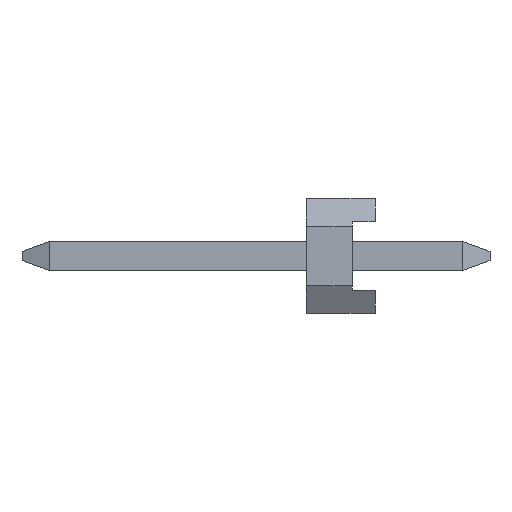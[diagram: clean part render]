
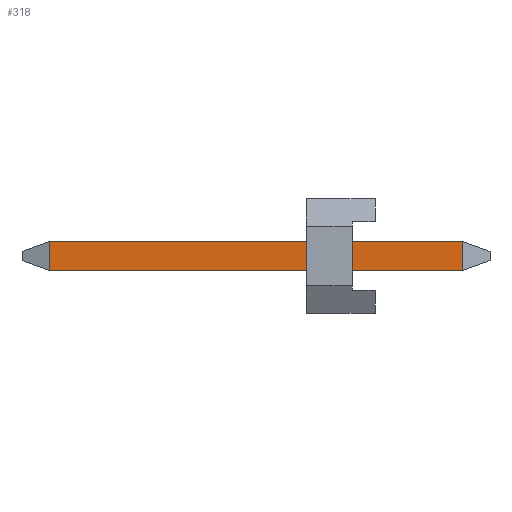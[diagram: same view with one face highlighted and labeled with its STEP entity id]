
A CAD part, left-side view. The second image highlights one B-rep face of the part: STEP entity #318.
In plain terms, the highlighted planar face has unit normal (-1, 0, 0).
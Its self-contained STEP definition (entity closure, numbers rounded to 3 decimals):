
#318=ADVANCED_FACE('',(#599),#453,.F.);
#453=PLANE('',#2915);
#599=FACE_OUTER_BOUND('',#758,.T.);
#758=EDGE_LOOP('',(#1406,#1407,#1408,#1409));
#1406=ORIENTED_EDGE('',*,*,#2047,.F.);
#1407=ORIENTED_EDGE('',*,*,#2048,.T.);
#1408=ORIENTED_EDGE('',*,*,#2049,.T.);
#1409=ORIENTED_EDGE('',*,*,#2050,.T.);
#1708=VERTEX_POINT('',#4280);
#1709=VERTEX_POINT('',#4281);
#1710=VERTEX_POINT('',#4283);
#1711=VERTEX_POINT('',#4285);
#2047=EDGE_CURVE('',#1708,#1709,#2394,.T.);
#2048=EDGE_CURVE('',#1708,#1710,#2395,.T.);
#2049=EDGE_CURVE('',#1710,#1711,#2396,.T.);
#2050=EDGE_CURVE('',#1711,#1709,#2397,.T.);
#2394=LINE('',#4279,#2741);
#2395=LINE('',#4282,#2742);
#2396=LINE('',#4284,#2743);
#2397=LINE('',#4286,#2744);
#2741=VECTOR('',#3492,1.);
#2742=VECTOR('',#3493,1.);
#2743=VECTOR('',#3494,1.);
#2744=VECTOR('',#3495,1.);
#2915=AXIS2_PLACEMENT_3D('',#4287,#3496,#3497);
#3492=DIRECTION('',(0.,-1.,0.));
#3493=DIRECTION('',(0.,0.,-1.));
#3494=DIRECTION('',(0.,-1.,0.));
#3495=DIRECTION('',(0.,0.,1.));
#3496=DIRECTION('',(1.,0.,0.));
#3497=DIRECTION('',(0.,-1.,0.));
#4279=CARTESIAN_POINT('',(-4.318,8.68,0.318));
#4280=CARTESIAN_POINT('',(-4.318,5.782,0.318));
#4281=CARTESIAN_POINT('',(-4.318,-3.222,0.318));
#4282=CARTESIAN_POINT('',(-4.318,5.782,0.318));
#4283=CARTESIAN_POINT('',(-4.318,5.782,-0.317));
#4284=CARTESIAN_POINT('',(-4.318,8.68,-0.317));
#4285=CARTESIAN_POINT('',(-4.318,-3.222,-0.317));
#4286=CARTESIAN_POINT('',(-4.318,-3.222,0.318));
#4287=CARTESIAN_POINT('',(-4.318,8.68,0.318));
